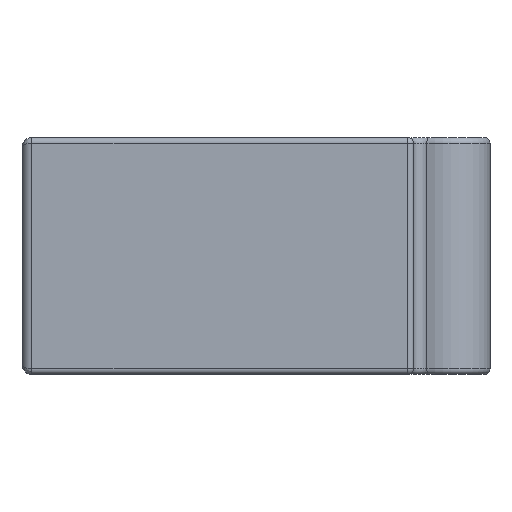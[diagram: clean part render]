
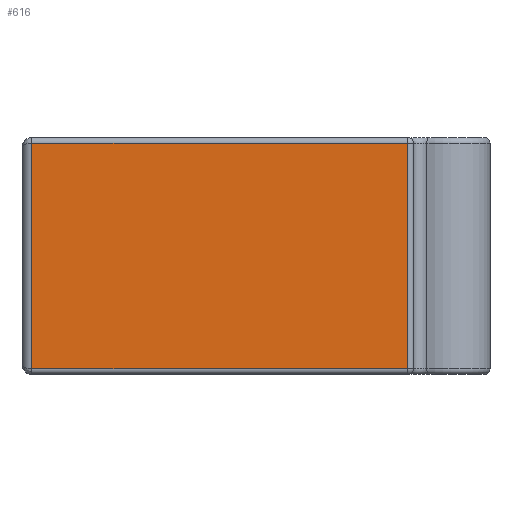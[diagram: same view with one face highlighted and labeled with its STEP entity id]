
A CAD part, front view. The second image highlights one B-rep face of the part: STEP entity #616.
In plain terms, the highlighted planar face has unit normal (0, -1, 0).
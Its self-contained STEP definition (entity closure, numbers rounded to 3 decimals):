
#266=FACE_OUTER_BOUND('',#2146,.T.);
#616=ADVANCED_FACE('',(#266),#971,.T.);
#971=PLANE('',#6361);
#1169=LINE('',#8642,#1507);
#1172=LINE('',#8656,#1510);
#1182=LINE('',#8695,#1520);
#1183=LINE('',#8696,#1521);
#1507=VECTOR('',#6817,1.);
#1510=VECTOR('',#6828,1.);
#1520=VECTOR('',#6870,1.);
#1521=VECTOR('',#6871,1.);
#2146=EDGE_LOOP('',(#2668,#2669,#2670,#2671));
#2668=ORIENTED_EDGE('',*,*,#5041,.T.);
#2669=ORIENTED_EDGE('',*,*,#5060,.T.);
#2670=ORIENTED_EDGE('',*,*,#5035,.T.);
#2671=ORIENTED_EDGE('',*,*,#5061,.T.);
#4453=VERTEX_POINT('',#8643);
#4454=VERTEX_POINT('',#8644);
#4459=VERTEX_POINT('',#8655);
#4460=VERTEX_POINT('',#8657);
#5035=EDGE_CURVE('',#4453,#4454,#1169,.T.);
#5041=EDGE_CURVE('',#4460,#4459,#1172,.T.);
#5060=EDGE_CURVE('',#4459,#4453,#1182,.T.);
#5061=EDGE_CURVE('',#4454,#4460,#1183,.T.);
#6361=AXIS2_PLACEMENT_3D('',#8697,#6872,#6873);
#6817=DIRECTION('',(0.,0.,1.));
#6828=DIRECTION('',(0.,0.,-1.));
#6870=DIRECTION('',(1.,0.,0.));
#6871=DIRECTION('',(-1.,0.,0.));
#6872=DIRECTION('',(0.,-1.,0.));
#6873=DIRECTION('',(0.,0.,-1.));
#8642=CARTESIAN_POINT('',(-23.482,393.84,16.03));
#8643=CARTESIAN_POINT('',(-23.482,393.84,4.23));
#8644=CARTESIAN_POINT('',(-23.482,393.84,15.73));
#8655=CARTESIAN_POINT('',(-42.682,393.84,4.23));
#8656=CARTESIAN_POINT('',(-42.682,393.84,16.03));
#8657=CARTESIAN_POINT('',(-42.682,393.84,15.73));
#8695=CARTESIAN_POINT('',(-23.182,393.84,4.23));
#8696=CARTESIAN_POINT('',(-43.182,393.84,15.73));
#8697=CARTESIAN_POINT('',(-23.182,393.84,16.03));
